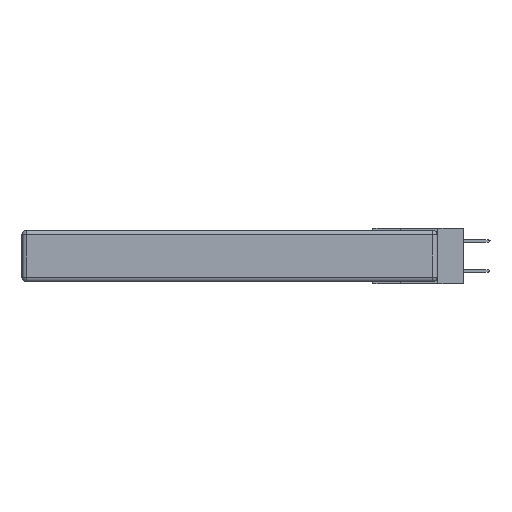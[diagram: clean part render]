
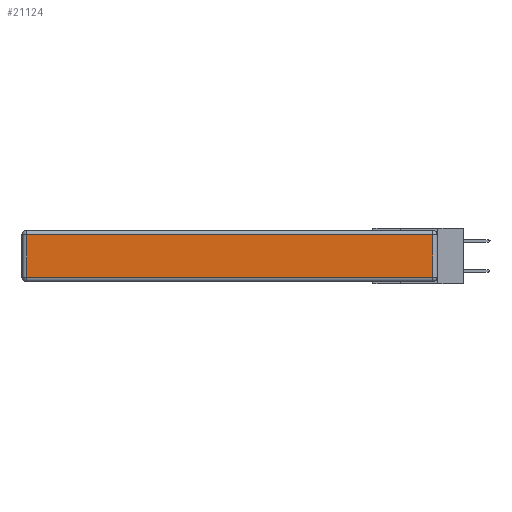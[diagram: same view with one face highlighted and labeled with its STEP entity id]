
A CAD part, left-side view. The second image highlights one B-rep face of the part: STEP entity #21124.
In plain terms, the highlighted planar face has unit normal (-1, 0, 0).
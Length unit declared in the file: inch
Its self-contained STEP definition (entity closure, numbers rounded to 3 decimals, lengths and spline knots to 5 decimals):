
#518 = CARTESIAN_POINT ( 'NONE',  ( 0., 2.72, -0.03 ) ) ;
#704 = VECTOR ( 'NONE', #11760, 39.37008 ) ;
#3446 = DIRECTION ( 'NONE',  ( 0., 0., -1. ) ) ;
#4254 = VERTEX_POINT ( 'NONE', #16660 ) ;
#5970 = ORIENTED_EDGE ( 'NONE', *, *, #18249, .T. ) ;
#6240 = VERTEX_POINT ( 'NONE', #20805 ) ;
#6591 = ORIENTED_EDGE ( 'NONE', *, *, #13655, .T. ) ;
#7937 = LINE ( 'NONE', #13355, #704 ) ;
#9603 = VERTEX_POINT ( 'NONE', #518 ) ;
#10851 = ORIENTED_EDGE ( 'NONE', *, *, #18036, .T. ) ;
#10893 = LINE ( 'NONE', #12049, #11931 ) ;
#11285 = CARTESIAN_POINT ( 'NONE',  ( 0., 0.03, -0.03 ) ) ;
#11760 = DIRECTION ( 'NONE',  ( 0., 1., 0. ) ) ;
#11931 = VECTOR ( 'NONE', #18656, 39.37008 ) ;
#12049 = CARTESIAN_POINT ( 'NONE',  ( 0., 0., -0.313 ) ) ;
#12778 = CARTESIAN_POINT ( 'NONE',  ( 0., 0.03, -0.343 ) ) ;
#13324 = CARTESIAN_POINT ( 'NONE',  ( 0., 2.72, -0.343 ) ) ;
#13326 = EDGE_LOOP ( 'NONE', ( #5970, #10851, #6591, #14911 ) ) ;
#13355 = CARTESIAN_POINT ( 'NONE',  ( 0., 2.75, -0.03 ) ) ;
#13655 = EDGE_CURVE ( 'NONE', #15031, #9603, #7937, .T. ) ;
#14647 = DIRECTION ( 'NONE',  ( 0., 0., 1. ) ) ;
#14911 = ORIENTED_EDGE ( 'NONE', *, *, #18794, .T. ) ;
#15031 = VERTEX_POINT ( 'NONE', #11285 ) ;
#15041 = DIRECTION ( 'NONE',  ( -1., 0., 0. ) ) ;
#15537 = VECTOR ( 'NONE', #14647, 39.37008 ) ;
#15732 = FACE_OUTER_BOUND ( 'NONE', #13326, .T. ) ;
#16308 = VECTOR ( 'NONE', #3446, 39.37008 ) ;
#16660 = CARTESIAN_POINT ( 'NONE',  ( 0., 0.03, -0.313 ) ) ;
#17091 = LINE ( 'NONE', #12778, #15537 ) ;
#18036 = EDGE_CURVE ( 'NONE', #4254, #15031, #17091, .T. ) ;
#18249 = EDGE_CURVE ( 'NONE', #6240, #4254, #10893, .T. ) ;
#18429 = PLANE ( 'NONE',  #20902 ) ;
#18656 = DIRECTION ( 'NONE',  ( 0., -1., 0. ) ) ;
#18794 = EDGE_CURVE ( 'NONE', #9603, #6240, #20693, .T. ) ;
#19930 = DIRECTION ( 'NONE',  ( 0., 0., 1. ) ) ;
#20069 = CARTESIAN_POINT ( 'NONE',  ( 0., 0., -0.343 ) ) ;
#20693 = LINE ( 'NONE', #13324, #16308 ) ;
#20805 = CARTESIAN_POINT ( 'NONE',  ( 0., 2.72, -0.313 ) ) ;
#20902 = AXIS2_PLACEMENT_3D ( 'NONE', #20069, #15041, #19930 ) ;
#21124 = ADVANCED_FACE ( 'NONE', ( #15732 ), #18429, .T. ) ;
